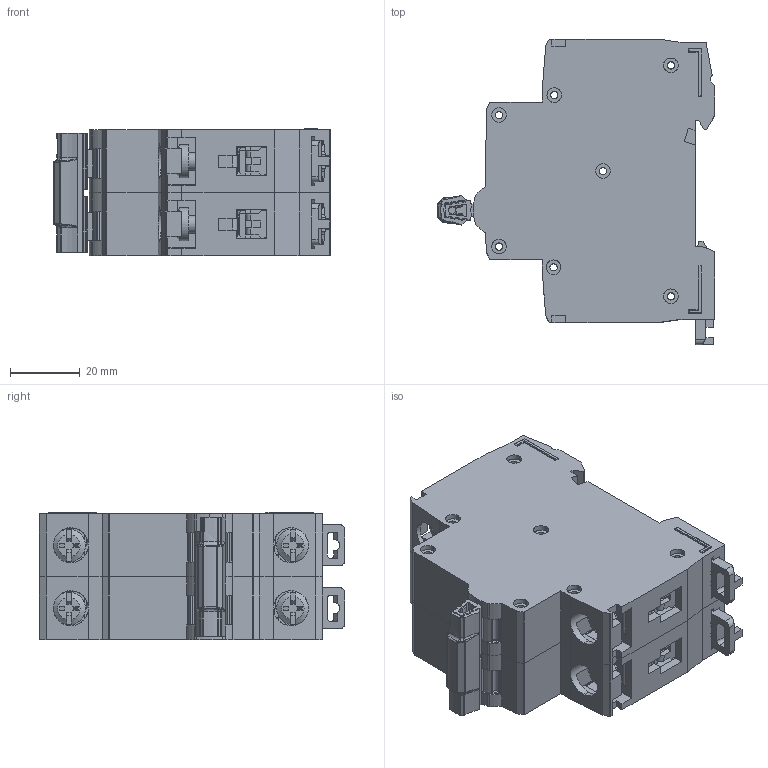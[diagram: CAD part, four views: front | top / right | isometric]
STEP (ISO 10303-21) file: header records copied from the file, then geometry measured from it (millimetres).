
FILE_DESCRIPTION (( 'STEP AP203' ), '1' );
FILE_NAME ('GMCB-2C-2.step', '2020-06-16T19:56:41', ( '' ), ( '' ), 'SwSTEP 2.0', 'SolidWorks 2019', '' );
FILE_SCHEMA (( 'CONFIG_CONTROL_DESIGN' ));
Length unit declared in the file: inch
Products named in the file (1): GMCB-2C-2
Bounding box: 79.19 x 87.32 x 36.4 mm (x, y, z)
Volume: 142212.9 mm3; surface area: 58358.5 mm2
Topology: 21 solids, 21 shells, 3025 faces, 8504 edges, 5360 vertices
Faces by surface type: plane 1692, cylinder 963, bspline 346, cone 16, torus 8
Entity records: 108530 total; most frequent: CARTESIAN_POINT 32916, ORIENTED_EDGE 16690, DIRECTION 14723, EDGE_CURVE 8345, LINE 5647, VECTOR 5647, VERTEX_POINT 5360, AXIS2_PLACEMENT_3D 4538
